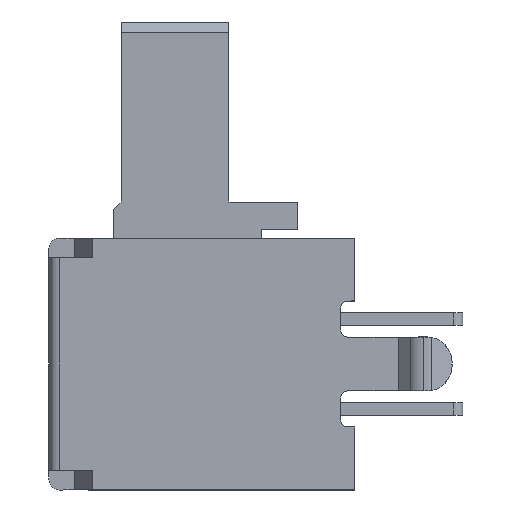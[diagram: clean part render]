
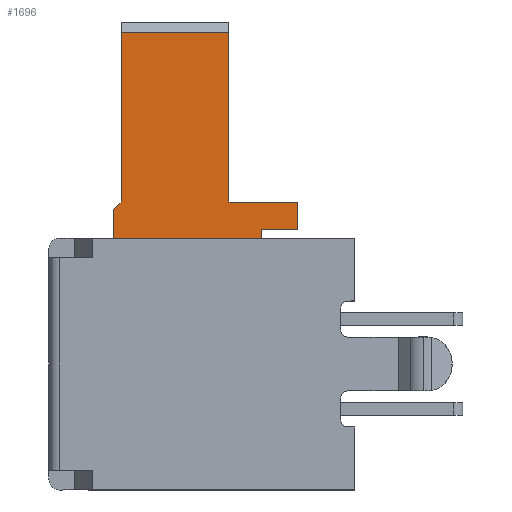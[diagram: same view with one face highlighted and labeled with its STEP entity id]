
A CAD part, left-side view. The second image highlights one B-rep face of the part: STEP entity #1696.
In plain terms, the highlighted planar face has unit normal (-1, 0, 0).
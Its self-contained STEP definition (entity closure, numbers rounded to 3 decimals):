
#75 = CARTESIAN_POINT ( 'NONE',  ( -2.75, 0., 0. ) ) ;
#99 = EDGE_CURVE ( 'NONE', #3107, #6133, #3457, .T. ) ;
#411 = VERTEX_POINT ( 'NONE', #545 ) ;
#540 = DIRECTION ( 'NONE',  ( 0., 0., -1. ) ) ;
#545 = CARTESIAN_POINT ( 'NONE',  ( -2.75, 6.7, 4.3 ) ) ;
#551 = DIRECTION ( 'NONE',  ( 0., 1., 0. ) ) ;
#689 = DIRECTION ( 'NONE',  ( 0., 0., -1. ) ) ;
#754 = LINE ( 'NONE', #6019, #2471 ) ;
#776 = CARTESIAN_POINT ( 'NONE',  ( -2.75, 3.5, 9.2 ) ) ;
#1054 = VECTOR ( 'NONE', #689, 1000. ) ;
#1265 = VECTOR ( 'NONE', #5008, 1000. ) ;
#1406 = EDGE_CURVE ( 'NONE', #2866, #6557, #6421, .T. ) ;
#1483 = EDGE_LOOP ( 'NONE', ( #6216, #5570, #3189, #1921, #6416, #4150, #2430, #6716, #4866, #2063 ) ) ;
#1606 = DIRECTION ( 'NONE',  ( -1., 0., 0. ) ) ;
#1652 = VECTOR ( 'NONE', #4256, 1000. ) ;
#1696 = ADVANCED_FACE ( 'NONE', ( #5944 ), #3285, .T. ) ;
#1775 = LINE ( 'NONE', #3860, #1265 ) ;
#1921 = ORIENTED_EDGE ( 'NONE', *, *, #3980, .F. ) ;
#1956 = VERTEX_POINT ( 'NONE', #2660 ) ;
#1985 = VECTOR ( 'NONE', #2218, 1000. ) ;
#2061 = CARTESIAN_POINT ( 'NONE',  ( -2.75, 1.6, 3.75 ) ) ;
#2063 = ORIENTED_EDGE ( 'NONE', *, *, #2762, .F. ) ;
#2153 = VERTEX_POINT ( 'NONE', #3615 ) ;
#2159 = CARTESIAN_POINT ( 'NONE',  ( -2.75, 1.6, 4.5 ) ) ;
#2218 = DIRECTION ( 'NONE',  ( 0., 0., -1. ) ) ;
#2230 = VECTOR ( 'NONE', #6287, 1000. ) ;
#2244 = DIRECTION ( 'NONE',  ( 0., 0., 1. ) ) ;
#2252 = CARTESIAN_POINT ( 'NONE',  ( -2.75, 1.6, 4.5 ) ) ;
#2346 = CARTESIAN_POINT ( 'NONE',  ( -2.75, 6.5, 4.5 ) ) ;
#2430 = ORIENTED_EDGE ( 'NONE', *, *, #4635, .F. ) ;
#2471 = VECTOR ( 'NONE', #3331, 1000. ) ;
#2648 = AXIS2_PLACEMENT_3D ( 'NONE', #75, #1606, #2244 ) ;
#2660 = CARTESIAN_POINT ( 'NONE',  ( -2.75, 2.6, 3.75 ) ) ;
#2762 = EDGE_CURVE ( 'NONE', #4017, #2866, #5358, .T. ) ;
#2866 = VERTEX_POINT ( 'NONE', #6241 ) ;
#2941 = CARTESIAN_POINT ( 'NONE',  ( -2.75, 6.5, 9.5 ) ) ;
#3095 = EDGE_CURVE ( 'NONE', #4017, #6133, #3160, .T. ) ;
#3107 = VERTEX_POINT ( 'NONE', #2346 ) ;
#3160 = LINE ( 'NONE', #5248, #5213 ) ;
#3189 = ORIENTED_EDGE ( 'NONE', *, *, #4295, .F. ) ;
#3209 = LINE ( 'NONE', #5297, #2230 ) ;
#3285 = PLANE ( 'NONE',  #2648 ) ;
#3331 = DIRECTION ( 'NONE',  ( 0., -1., 0. ) ) ;
#3457 = LINE ( 'NONE', #2941, #5215 ) ;
#3533 = VERTEX_POINT ( 'NONE', #2061 ) ;
#3615 = CARTESIAN_POINT ( 'NONE',  ( -2.75, 6.7, 3.5 ) ) ;
#3838 = EDGE_CURVE ( 'NONE', #2153, #5520, #754, .T. ) ;
#3860 = CARTESIAN_POINT ( 'NONE',  ( -2.75, 2.6, 3.75 ) ) ;
#3889 = EDGE_CURVE ( 'NONE', #6557, #3533, #4473, .T. ) ;
#3980 = EDGE_CURVE ( 'NONE', #2153, #411, #3985, .T. ) ;
#3985 = LINE ( 'NONE', #6131, #6232 ) ;
#4017 = VERTEX_POINT ( 'NONE', #776 ) ;
#4150 = ORIENTED_EDGE ( 'NONE', *, *, #4842, .F. ) ;
#4256 = DIRECTION ( 'NONE',  ( 0., -1., 0. ) ) ;
#4295 = EDGE_CURVE ( 'NONE', #411, #3107, #3209, .T. ) ;
#4304 = LINE ( 'NONE', #5830, #4896 ) ;
#4322 = CARTESIAN_POINT ( 'NONE',  ( -2.75, 3.5, 4.5 ) ) ;
#4473 = LINE ( 'NONE', #5018, #1054 ) ;
#4635 = EDGE_CURVE ( 'NONE', #3533, #1956, #1775, .T. ) ;
#4842 = EDGE_CURVE ( 'NONE', #1956, #5520, #4304, .T. ) ;
#4866 = ORIENTED_EDGE ( 'NONE', *, *, #1406, .F. ) ;
#4896 = VECTOR ( 'NONE', #540, 1000. ) ;
#5008 = DIRECTION ( 'NONE',  ( 0., 1., 0. ) ) ;
#5018 = CARTESIAN_POINT ( 'NONE',  ( -2.75, 1.6, 3.75 ) ) ;
#5213 = VECTOR ( 'NONE', #551, 1000. ) ;
#5215 = VECTOR ( 'NONE', #5567, 1000. ) ;
#5248 = CARTESIAN_POINT ( 'NONE',  ( -2.75, 0.95, 9.2 ) ) ;
#5297 = CARTESIAN_POINT ( 'NONE',  ( -2.75, 6.5, 4.5 ) ) ;
#5358 = LINE ( 'NONE', #4322, #1985 ) ;
#5520 = VERTEX_POINT ( 'NONE', #5738 ) ;
#5567 = DIRECTION ( 'NONE',  ( 0., 0., 1. ) ) ;
#5570 = ORIENTED_EDGE ( 'NONE', *, *, #99, .F. ) ;
#5738 = CARTESIAN_POINT ( 'NONE',  ( -2.75, 2.6, 3.5 ) ) ;
#5830 = CARTESIAN_POINT ( 'NONE',  ( -2.75, 2.6, 3. ) ) ;
#5899 = CARTESIAN_POINT ( 'NONE',  ( -2.75, 6.5, 9.2 ) ) ;
#5944 = FACE_OUTER_BOUND ( 'NONE', #1483, .T. ) ;
#6019 = CARTESIAN_POINT ( 'NONE',  ( -2.75, 8., 3.5 ) ) ;
#6093 = DIRECTION ( 'NONE',  ( 0., 0., 1. ) ) ;
#6131 = CARTESIAN_POINT ( 'NONE',  ( -2.75, 6.7, 4.3 ) ) ;
#6133 = VERTEX_POINT ( 'NONE', #5899 ) ;
#6216 = ORIENTED_EDGE ( 'NONE', *, *, #3095, .T. ) ;
#6232 = VECTOR ( 'NONE', #6093, 1000. ) ;
#6241 = CARTESIAN_POINT ( 'NONE',  ( -2.75, 3.5, 4.5 ) ) ;
#6287 = DIRECTION ( 'NONE',  ( 0., -0.707, 0.707 ) ) ;
#6416 = ORIENTED_EDGE ( 'NONE', *, *, #3838, .T. ) ;
#6421 = LINE ( 'NONE', #2159, #1652 ) ;
#6557 = VERTEX_POINT ( 'NONE', #2252 ) ;
#6716 = ORIENTED_EDGE ( 'NONE', *, *, #3889, .F. ) ;
